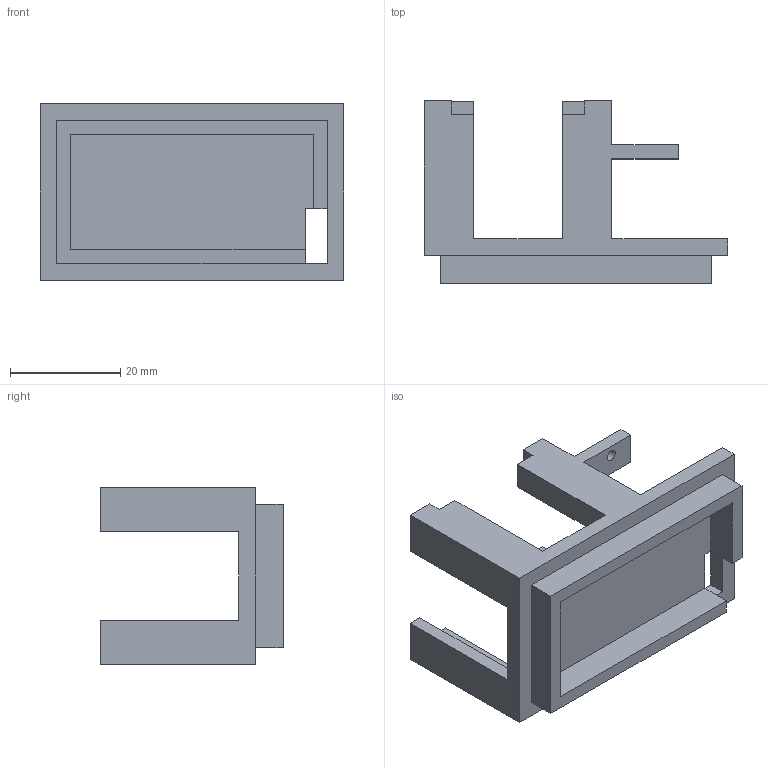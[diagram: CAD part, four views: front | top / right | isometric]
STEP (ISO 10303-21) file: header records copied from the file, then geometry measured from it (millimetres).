
FILE_DESCRIPTION(/* description */ (''),/* implementation_level */ '2;1');
FILE_NAME(/* name */ '6e4b3638-d1f7-4599-ac9c-36abe517ff15.stp',/* time_stamp */ '2023-11-27T12:27:14Z',/* author */ (''),/* organization */ (''),/* preprocessor_version */ 'ST-DEVELOPER v20',/* originating_system */ 'Autodesk Translation Framework v12.14.0.127',/* authorisation */ '');
FILE_SCHEMA (('AUTOMOTIVE_DESIGN { 1 0 10303 214 3 1 1 }'));
Length unit declared in the file: millimetre
Products named in the file (1): servo-support
Bounding box: 55 x 33 x 32 mm (x, y, z)
Volume: 10990.1 mm3; surface area: 9199.1 mm2
Topology: 1 solids, 1 shells, 56 faces, 160 edges, 106 vertices
Faces by surface type: plane 54, cylinder 2
Full cylindrical faces by diameter (mm): 2.1 x2
Entity records: 1837 total; most frequent: CARTESIAN_POINT 323, ORIENTED_EDGE 320, DIRECTION 278, EDGE_CURVE 160, LINE 156, VECTOR 156, VERTEX_POINT 106, EDGE_LOOP 62
